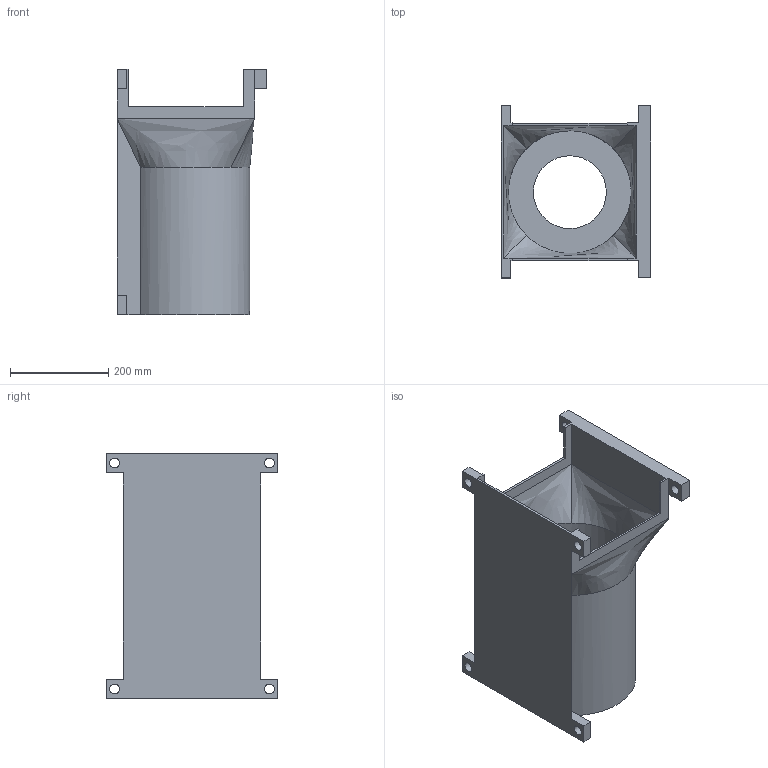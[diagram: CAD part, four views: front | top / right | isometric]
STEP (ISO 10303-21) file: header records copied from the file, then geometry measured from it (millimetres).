
FILE_DESCRIPTION(/* description */ ('STEP AP214'),/* implementation_level */ '2;1');
FILE_NAME(/* name */ '6248f2c399dbfd23f34f98c9',/* time_stamp */ '2022-04-03T01:05:07+00:00',/* author */ (''),/* organization */ (''),/* preprocessor_version */ 'ST-DEVELOPER v18.101',/* originating_system */ ' ',/* authorisation */ ' ');
FILE_SCHEMA (('AUTOMOTIVE_DESIGN {1 0 10303 214 3 1 1}'));
Length unit declared in the file: metre
Products named in the file (1): Part 1
Bounding box: 305 x 350 x 500 mm (x, y, z)
Volume: 5021296.2 mm3; surface area: 1023976.4 mm2
Topology: 1 solids, 1 shells, 54 faces, 146 edges, 94 vertices
Faces by surface type: plane 38, cylinder 9, bspline 7
Full cylindrical faces by diameter (mm): 20 x6, 148.284 x1, 250 x1
Entity records: 1943 total; most frequent: CARTESIAN_POINT 620, ORIENTED_EDGE 274, DIRECTION 226, EDGE_CURVE 137, LINE 98, VECTOR 98, VERTEX_POINT 93, EDGE_LOOP 76
